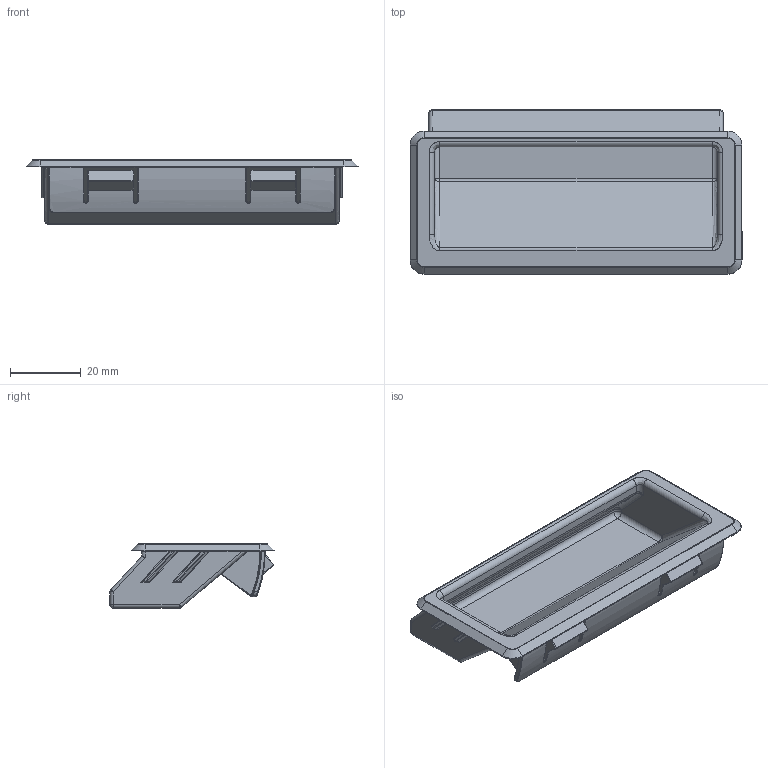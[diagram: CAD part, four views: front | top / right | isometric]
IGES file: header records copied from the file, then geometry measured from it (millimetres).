
Start section: SolidWorks IGES file using analytic representation for surfaces
Global section: file name: HPA-537-2.IGS; native system: SolidWorks 2016; preprocessor: SolidWorks 2016; author: death; date: 201111.113808; units: millimetre
Bounding box: 94 x 46.5 x 18.2 mm (x, y, z)
Surface area: 17530.8 mm2 (no closed solid volume)
Topology: 0 solids, 0 shells, 415 faces, 2822 edges, 2771 vertices
Faces by surface type: revolution 235, bspline 180
